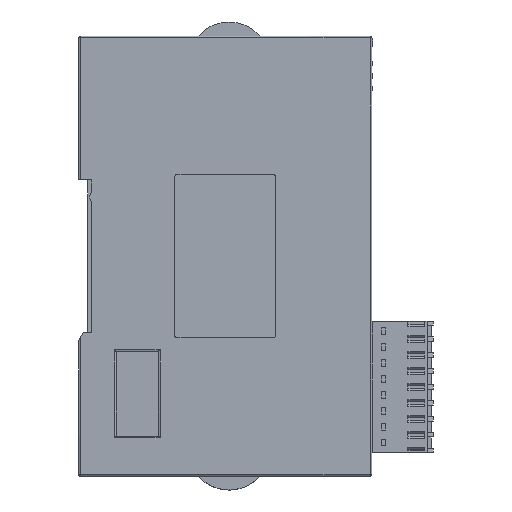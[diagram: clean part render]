
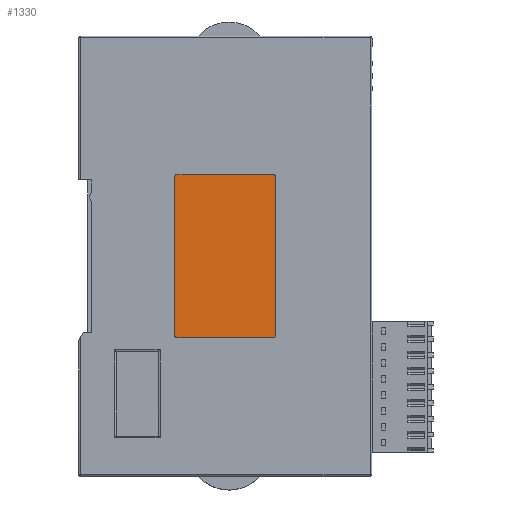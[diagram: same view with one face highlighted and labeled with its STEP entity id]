
A CAD part, left-side view. The second image highlights one B-rep face of the part: STEP entity #1330.
In plain terms, the highlighted planar face has unit normal (-1, 0, 0).
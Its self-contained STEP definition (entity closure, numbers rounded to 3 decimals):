
#1330=ADVANCED_FACE('',(#2580),#20377,.T.);
#2580=FACE_OUTER_BOUND('',#3948,.T.);
#3948=EDGE_LOOP('',(#9827,#9828,#9829,#9830,#9831,#9832,#9833,#9834));
#9827=ORIENTED_EDGE('',*,*,#13070,.F.);
#9828=ORIENTED_EDGE('',*,*,#13057,.F.);
#9829=ORIENTED_EDGE('',*,*,#13050,.F.);
#9830=ORIENTED_EDGE('',*,*,#13051,.F.);
#9831=ORIENTED_EDGE('',*,*,#13056,.F.);
#9832=ORIENTED_EDGE('',*,*,#13060,.F.);
#9833=ORIENTED_EDGE('',*,*,#13065,.F.);
#9834=ORIENTED_EDGE('',*,*,#13066,.F.);
#13050=EDGE_CURVE('',#18869,#18866,#14046,.T.);
#13051=EDGE_CURVE('',#18870,#18869,#16419,.T.);
#13056=EDGE_CURVE('',#18873,#18870,#14048,.T.);
#13057=EDGE_CURVE('',#18866,#18874,#16423,.T.);
#13060=EDGE_CURVE('',#18876,#18873,#16426,.T.);
#13065=EDGE_CURVE('',#18879,#18876,#14050,.T.);
#13066=EDGE_CURVE('',#18880,#18879,#16430,.T.);
#13070=EDGE_CURVE('',#18874,#18880,#14052,.T.);
#14046=(
BOUNDED_CURVE()
B_SPLINE_CURVE(2,(#35806,#35807,#35808),.UNSPECIFIED.,.F.,.F.)
B_SPLINE_CURVE_WITH_KNOTS((3,3),(0.,1.),.UNSPECIFIED.)
CURVE()
GEOMETRIC_REPRESENTATION_ITEM()
RATIONAL_B_SPLINE_CURVE((1.,0.707,1.))
REPRESENTATION_ITEM('')
);
#14048=(
BOUNDED_CURVE()
B_SPLINE_CURVE(2,(#35820,#35821,#35822),.UNSPECIFIED.,.F.,.F.)
B_SPLINE_CURVE_WITH_KNOTS((3,3),(0.,1.),.UNSPECIFIED.)
CURVE()
GEOMETRIC_REPRESENTATION_ITEM()
RATIONAL_B_SPLINE_CURVE((1.,0.707,1.))
REPRESENTATION_ITEM('')
);
#14050=(
BOUNDED_CURVE()
B_SPLINE_CURVE(2,(#35840,#35841,#35842),.UNSPECIFIED.,.F.,.F.)
B_SPLINE_CURVE_WITH_KNOTS((3,3),(0.,1.),.UNSPECIFIED.)
CURVE()
GEOMETRIC_REPRESENTATION_ITEM()
RATIONAL_B_SPLINE_CURVE((1.,0.707,1.))
REPRESENTATION_ITEM('')
);
#14052=(
BOUNDED_CURVE()
B_SPLINE_CURVE(2,(#35852,#35853,#35854),.UNSPECIFIED.,.F.,.F.)
B_SPLINE_CURVE_WITH_KNOTS((3,3),(0.,1.),.UNSPECIFIED.)
CURVE()
GEOMETRIC_REPRESENTATION_ITEM()
RATIONAL_B_SPLINE_CURVE((1.,0.707,1.))
REPRESENTATION_ITEM('')
);
#16419=B_SPLINE_CURVE_WITH_KNOTS('',1,(#35809,#35810),.UNSPECIFIED.,.F.,
 .F.,(2,2),(0.,23.),.UNSPECIFIED.);
#16423=B_SPLINE_CURVE_WITH_KNOTS('',1,(#35823,#35824),.UNSPECIFIED.,.F.,
 .F.,(2,2),(0.,38.),.UNSPECIFIED.);
#16426=B_SPLINE_CURVE_WITH_KNOTS('',1,(#35829,#35830),.UNSPECIFIED.,.F.,
 .F.,(2,2),(0.,38.),.UNSPECIFIED.);
#16430=B_SPLINE_CURVE_WITH_KNOTS('',1,(#35843,#35844),.UNSPECIFIED.,.F.,
 .F.,(2,2),(0.,23.),.UNSPECIFIED.);
#18866=VERTEX_POINT('',#28239);
#18869=VERTEX_POINT('',#28242);
#18870=VERTEX_POINT('',#28243);
#18873=VERTEX_POINT('',#28246);
#18874=VERTEX_POINT('',#28247);
#18876=VERTEX_POINT('',#28249);
#18879=VERTEX_POINT('',#28252);
#18880=VERTEX_POINT('',#28253);
#20377=PLANE('',#21681);
#21681=AXIS2_PLACEMENT_3D('',#26125,#22753,$);
#22753=DIRECTION('',(-1.,0.,0.));
#26125=CARTESIAN_POINT('',(-345.703,-71.468,212.686));
#28239=CARTESIAN_POINT('',(-345.703,-97.88,255.098));
#28242=CARTESIAN_POINT('',(-345.703,-97.38,255.598));
#28243=CARTESIAN_POINT('',(-345.703,-74.38,255.598));
#28246=CARTESIAN_POINT('',(-345.703,-73.88,255.098));
#28247=CARTESIAN_POINT('',(-345.703,-97.88,217.098));
#28249=CARTESIAN_POINT('',(-345.703,-73.88,217.098));
#28252=CARTESIAN_POINT('',(-345.703,-74.38,216.598));
#28253=CARTESIAN_POINT('',(-345.703,-97.38,216.598));
#35806=CARTESIAN_POINT('',(-345.703,-97.38,255.598));
#35807=CARTESIAN_POINT('',(-345.703,-97.88,255.598));
#35808=CARTESIAN_POINT('',(-345.703,-97.88,255.098));
#35809=CARTESIAN_POINT('',(-345.703,-74.38,255.598));
#35810=CARTESIAN_POINT('',(-345.703,-97.38,255.598));
#35820=CARTESIAN_POINT('',(-345.703,-73.88,255.098));
#35821=CARTESIAN_POINT('',(-345.703,-73.88,255.598));
#35822=CARTESIAN_POINT('',(-345.703,-74.38,255.598));
#35823=CARTESIAN_POINT('',(-345.703,-97.88,255.098));
#35824=CARTESIAN_POINT('',(-345.703,-97.88,217.098));
#35829=CARTESIAN_POINT('',(-345.703,-73.88,217.098));
#35830=CARTESIAN_POINT('',(-345.703,-73.88,255.098));
#35840=CARTESIAN_POINT('',(-345.703,-74.38,216.598));
#35841=CARTESIAN_POINT('',(-345.703,-73.88,216.598));
#35842=CARTESIAN_POINT('',(-345.703,-73.88,217.098));
#35843=CARTESIAN_POINT('',(-345.703,-97.38,216.598));
#35844=CARTESIAN_POINT('',(-345.703,-74.38,216.598));
#35852=CARTESIAN_POINT('',(-345.703,-97.88,217.098));
#35853=CARTESIAN_POINT('',(-345.703,-97.88,216.598));
#35854=CARTESIAN_POINT('',(-345.703,-97.38,216.598));
